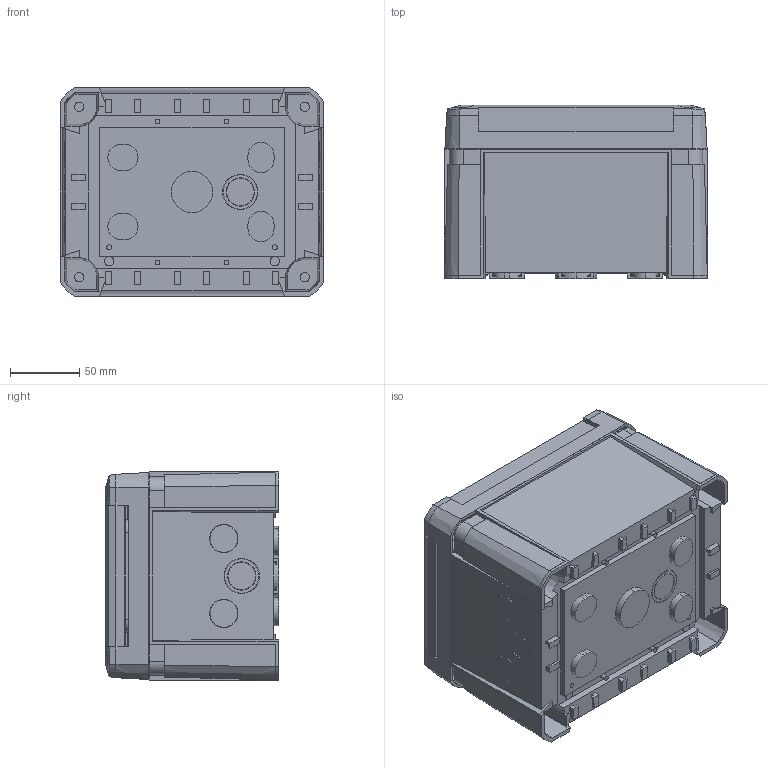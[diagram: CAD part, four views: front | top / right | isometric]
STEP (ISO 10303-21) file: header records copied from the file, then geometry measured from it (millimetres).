
FILE_DESCRIPTION (( 'STEP AP214' ), '1' );
FILE_NAME ('2008840.stp', '2020-12-03T14:46:33', ( '' ), ( '' ), 'SwSTEP 2.0', 'SolidWorks 2020', '' );
FILE_SCHEMA (( 'AUTOMOTIVE_DESIGN' ));
Length unit declared in the file: millimetre
Products named in the file (21): 091320_Mittel, links; 076708_S916BC-Ab” SDB-3E; 037240_blau 38800444; 092860_S916-l„ngs; ED910-25_S-Serie; 2008840; ED170-04-02_Standard; ED910-20_S-Serie; 018602_ISO 7049 - 3,5 x 9,5 F-Z; 103020_3 Teilungseinheiten; 087700_Standard; 052770_Standard; 052771_052771-3Einheiten; 037243_38800442gelbgr］; 091320_Mittel, rechts; P_0000008922_1_Standard; 037243_38800444 blau; P_0000008921_1_Standard; 091280_Standard; 037240_gelbgr］ 38800442; 092861_S-916quer
Assembly tree (33 placements, depth 3):
  2008840
    076708_S916BC-Ab” SDB-3E
    103020_3 Teilungseinheiten
      052771_052771-3Einheiten
      052770_Standard
      P_0000008921_1_Standard
      P_0000008922_1_Standard
    087700_Standard  x4
    091320_Mittel, rechts
    091320_Mittel, links
    092860_S916-l„ngs
    091280_Standard  x2
    092861_S-916quer
    037243_38800442gelbgr］
      037240_gelbgr］ 38800442
    037243_38800444 blau
      037240_blau 38800444
    018602_ISO 7049 - 3,5 x 9,5 F-Z  x6
    ED910-20_S-Serie  x2
    ED910-25_S-Serie
    ED170-04-02_Standard  x4
Bounding box: 190.5 x 125.42 x 150.9 mm (x, y, z)
Volume: 716176.8 mm3; surface area: 491121.5 mm2
Topology: 30 solids, 30 shells, 1936 faces, 4876 edges, 3055 vertices
Faces by surface type: plane 1034, cylinder 408, cone 272, torus 190, bspline 20, sphere 12
Entity records: 49974 total; most frequent: CARTESIAN_POINT 10313, DIRECTION 8231, ORIENTED_EDGE 8076, EDGE_CURVE 4038, AXIS2_PLACEMENT_3D 2833, LINE 2565, VECTOR 2565, VERTEX_POINT 2551
